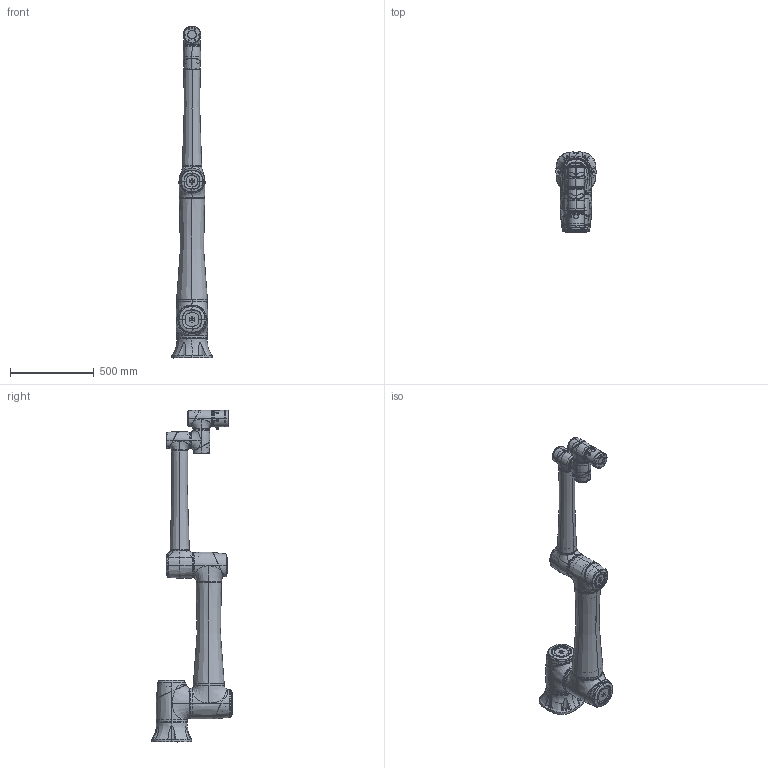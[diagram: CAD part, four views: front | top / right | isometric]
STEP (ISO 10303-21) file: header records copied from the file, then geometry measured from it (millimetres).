
FILE_DESCRIPTION((''),'2;1');
FILE_NAME('CR20A_ASM_9_ASM','2025-10-22T21:33:35',('lw'),(''),'CREO PARAMETRIC BY PTC INC, 2024153','CREO PARAMETRIC BY PTC INC, 2024153','');
FILE_SCHEMA(('CONFIG_CONTROL_DESIGN'));
Products named in the file (58): 3201004087_1_1_1; CR20-BASE_ASM_1_ASM; 3201004062_1_1_1; 3201004080_1_1_1; LHSG-40-XXX-C-III-SXT_AF0_ASM_1_ASM; 3202010568_1_1_1; 3202020388_1_1_1; 3201004071_1_1_1; 3202010569_1_1_1; 3202020389_1_1_1; _400001_ASM_1_ASM_1_ASM_1_ASM; CR20-LINK1_ASM_2_ASM; LHSG-40-XXX-C-III-SXT_AF1_ASM_1_ASM; 3202020391_1_1_1; J2-400001_ASM_1_ASM_1_ASM_1_ASM; 00_CR20_J2_ASM_1_ASM_1_ASM_1_ASM; 00000_UPPERARM_20221129__1_1_1; 2201073000___1_1_1; M8__00_1_1_1; 2206043500__1_1_1; 40-1_0001_1_1_1; 00_CR10_UPPER-ARM_ASM_1_ASM_1_A_ASM; 3203010130_1_1_1; 3201003125_1_1_1; LHSG-32-120-C-I_ASM_1_ASM_1_ASM_ASM; 2206044700_1_1_1; 2206043500_1_1_1; 2206043000_1_1_1; 2206043800_1_1_1; 2206043200_1_1_1; _320001_1_1_1; 00_CR20_J3_ASM_1_ASM_1_ASM_1_ASM; CR20-LINK2_ASM_2_ASM; 32_CONNECTOR_SHELL_20221129__1_; 32_CONNECTOR_COVER2_20221129__1; 32_CONNECTOR_COVER1_20221129__1; 00000_LOWERARM_20221129__1_1_1; _CR20_0002_1_1_1; 2206041100__000_1_1_1; 00_CR20_LOWER-ARM_ASM_1_ASM_1_A_ASM ...
Assembly tree (92 placements, depth 5):
  CR20A_ASM_9_ASM
    CR20-BASE_ASM_1_ASM
      3201004087_1_1_1
    CR20-LINK1_ASM_2_ASM
      3201004062_1_1_1
      LHSG-40-XXX-C-III-SXT_AF0_ASM_1_ASM
        3201004080_1_1_1
      3202010568_1_1_1
      3202020388_1_1_1
      _400001_ASM_1_ASM_1_ASM_1_ASM
        3201004071_1_1_1
        3202010569_1_1_1
        3202020389_1_1_1
    CR20-LINK2_ASM_2_ASM
      00_CR20_J2_ASM_1_ASM_1_ASM_1_ASM
        3201004062_1_1_1
        LHSG-40-XXX-C-III-SXT_AF1_ASM_1_ASM
          3201004080_1_1_1
        3202010568_1_1_1
        3202020388_1_1_1
        J2-400001_ASM_1_ASM_1_ASM_1_ASM
          3201004071_1_1_1
          3202020391_1_1_1
      00_CR10_UPPER-ARM_ASM_1_ASM_1_A_ASM
        00000_UPPERARM_20221129__1_1_1
        2201073000___1_1_1  x10
        M8__00_1_1_1  x10
        2206043500__1_1_1
        40-1_0001_1_1_1
      00_CR20_J3_ASM_1_ASM_1_ASM_1_ASM
        3203010130_1_1_1
        LHSG-32-120-C-I_ASM_1_ASM_1_ASM_ASM
          3201003125_1_1_1
        2206044700_1_1_1
        2206043500_1_1_1
        2206043000_1_1_1
        2206043800_1_1_1
        2206043200_1_1_1
        _320001_1_1_1
    CR20-LINK3_ASM_2_ASM
      00_CR20_LOWER-ARM_ASM_1_ASM_1_A_ASM
        32_CONNECTOR_SHELL_20221129__1_
        32_CONNECTOR_COVER2_20221129__1
        32_CONNECTOR_COVER1_20221129__1
        00000_LOWERARM_20221129__1_1_1
        _CR20_0002_1_1_1
        2206041100__000_1_1_1
      00_CR20-J4_ASM_1_ASM_1_ASM_1_ASM
        20-_AF0_ASM_1_ASM_1_ASM_1_ASM
          20-0001_1_1_1
        20__AF0000_ASM_1_ASM_1_ASM_1_ASM
          _200001_1_1_1
        2206042100_1_1_1
        2206041000_0001_1_1_1
        2206041100_000_1_1_1
        2206041400_0001_1_1_1
    CR20-LINK4_ASM_2_ASM
      20-_AF1_ASM_1_ASM_1_ASM_1_ASM
        20-0001_1_1_1
      20__AF1000_ASM_1_ASM_1_ASM_1_ASM
Bounding box: 240 x 480.13 x 1981.84 mm (x, y, z)
Volume: 28963871.5 mm3; surface area: 3352353 mm2
Topology: 70 solids, 108 shells, 2585 faces, 6332 edges, 4079 vertices
Faces by surface type: bspline 918, plane 598, cylinder 535, extrusion 282, cone 197, torus 35, sphere 20
Entity records: 120392 total; most frequent: CARTESIAN_POINT 84182, ORIENTED_EDGE 8282, DIRECTION 5425, EDGE_CURVE 4141, VERTEX_POINT 2676, B_SPLINE_CURVE_WITH_KNOTS 2272, AXIS2_PLACEMENT_3D 2049, EDGE_LOOP 1835
